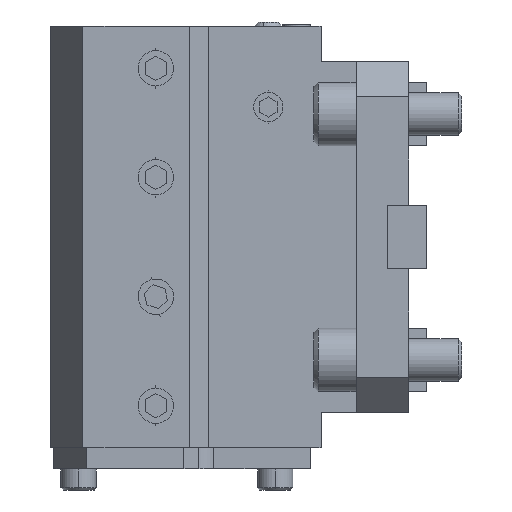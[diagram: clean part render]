
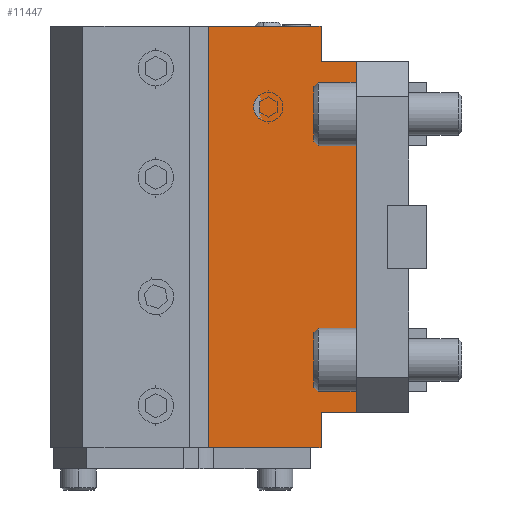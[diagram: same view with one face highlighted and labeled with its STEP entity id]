
A CAD part, left-side view. The second image highlights one B-rep face of the part: STEP entity #11447.
In plain terms, the highlighted planar face has unit normal (-1, 0, 0).
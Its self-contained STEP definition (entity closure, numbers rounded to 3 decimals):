
#426 = LINE ( 'NONE', #2415, #5802 ) ;
#581 = CARTESIAN_POINT ( 'NONE',  ( -26.5, 25., 120. ) ) ;
#589 = VECTOR ( 'NONE', #7988, 1000. ) ;
#900 = LINE ( 'NONE', #16642, #16298 ) ;
#973 = VERTEX_POINT ( 'NONE', #5568 ) ;
#997 = PLANE ( 'NONE',  #4714 ) ;
#1057 = LINE ( 'NONE', #1308, #16856 ) ;
#1191 = CARTESIAN_POINT ( 'NONE',  ( -26.5, 56.962, 120. ) ) ;
#1308 = CARTESIAN_POINT ( 'NONE',  ( -26.5, 15., 120. ) ) ;
#1898 = EDGE_LOOP ( 'NONE', ( #8860, #6561, #12784, #12451, #16758, #10885, #14053, #16516 ) ) ;
#2017 = EDGE_CURVE ( 'Defeatured_8_2+Defeatured_8_16+Defeatured_8_6+Defeatured_8_0', #14590, #7316, #13145, .T. ) ;
#2415 = CARTESIAN_POINT ( 'NONE',  ( -26.5, 25., 120. ) ) ;
#2729 = VERTEX_POINT ( 'NONE', #15437 ) ;
#2860 = VERTEX_POINT ( 'NONE', #14514 ) ;
#3089 = LINE ( 'NONE', #10076, #11314 ) ;
#3178 = EDGE_CURVE ( 'Defeatured_8_40+Defeatured_8_2+Defeatured_8_41+Defeatured_8_0', #2860, #9038, #5055, .T. ) ;
#3711 = CARTESIAN_POINT ( 'NONE',  ( -26.5, 56.962, 120. ) ) ;
#4254 = DIRECTION ( 'NONE',  ( 0., 0., 1. ) ) ;
#4463 = EDGE_CURVE ( 'Defeatured_8_2+Defeatured_8_0+Defeatured_8_16+Defeatured_8_40', #7316, #9038, #7690, .T. ) ;
#4567 = VERTEX_POINT ( 'NONE', #15779 ) ;
#4714 = AXIS2_PLACEMENT_3D ( 'NONE', #3711, #8932, #13089 ) ;
#5055 = LINE ( 'NONE', #581, #7325 ) ;
#5568 = CARTESIAN_POINT ( 'NONE',  ( -26.5, 25., 110. ) ) ;
#5802 = VECTOR ( 'NONE', #4254, 1000. ) ;
#5906 = DIRECTION ( 'NONE',  ( 0., 0., -1. ) ) ;
#5947 = DIRECTION ( 'NONE',  ( 0., 0., -1. ) ) ;
#6372 = CARTESIAN_POINT ( 'NONE',  ( -26.5, 56.962, 0. ) ) ;
#6561 = ORIENTED_EDGE ( 'NONE', *, *, #13579, .T. ) ;
#7316 = VERTEX_POINT ( 'NONE', #7591 ) ;
#7325 = VECTOR ( 'NONE', #5947, 1000. ) ;
#7591 = CARTESIAN_POINT ( 'NONE',  ( -26.5, 56.962, 0. ) ) ;
#7690 = LINE ( 'NONE', #6372, #10980 ) ;
#7988 = DIRECTION ( 'NONE',  ( 0., -1., 0. ) ) ;
#8860 = ORIENTED_EDGE ( 'NONE', *, *, #3178, .F. ) ;
#8932 = DIRECTION ( 'NONE',  ( 1., 0., 0. ) ) ;
#8969 = DIRECTION ( 'NONE',  ( 0., 0., -1. ) ) ;
#9038 = VERTEX_POINT ( 'NONE', #10723 ) ;
#10076 = CARTESIAN_POINT ( 'NONE',  ( -26.5, 56.962, 110. ) ) ;
#10146 = DIRECTION ( 'NONE',  ( 0., -1., 0. ) ) ;
#10723 = CARTESIAN_POINT ( 'NONE',  ( -26.5, 25., 0. ) ) ;
#10885 = ORIENTED_EDGE ( 'NONE', *, *, #16370, .F. ) ;
#10980 = VECTOR ( 'NONE', #10146, 1000. ) ;
#11239 = DIRECTION ( 'NONE',  ( 0., 1., 0. ) ) ;
#11314 = VECTOR ( 'NONE', #11239, 1000. ) ;
#11447 = ADVANCED_FACE ( 'Defeatured_8_2', ( #14297 ), #997, .F. ) ;
#12088 = EDGE_CURVE ( 'Defeatured_8_17+Defeatured_8_2+Defeatured_8_39+Defeatured_8_41', #2729, #16487, #1057, .T. ) ;
#12451 = ORIENTED_EDGE ( 'NONE', *, *, #16566, .T. ) ;
#12750 = LINE ( 'NONE', #15913, #589 ) ;
#12781 = DIRECTION ( 'NONE',  ( 0., -1., 0. ) ) ;
#12784 = ORIENTED_EDGE ( 'NONE', *, *, #12088, .F. ) ;
#13089 = DIRECTION ( 'NONE',  ( 0., 1., 0. ) ) ;
#13145 = LINE ( 'NONE', #16272, #14999 ) ;
#13579 = EDGE_CURVE ( 'Defeatured_8_2+Defeatured_8_41+Defeatured_8_40+Defeatured_8_17', #2860, #16487, #900, .T. ) ;
#14053 = ORIENTED_EDGE ( 'NONE', *, *, #2017, .T. ) ;
#14297 = FACE_OUTER_BOUND ( 'NONE', #1898, .T. ) ;
#14514 = CARTESIAN_POINT ( 'NONE',  ( -26.5, 25., 10. ) ) ;
#14590 = VERTEX_POINT ( 'NONE', #1191 ) ;
#14715 = EDGE_CURVE ( 'Defeatured_8_2+Defeatured_8_38+Defeatured_8_39+Defeatured_8_6', #973, #4567, #426, .T. ) ;
#14999 = VECTOR ( 'NONE', #5906, 1000. ) ;
#15437 = CARTESIAN_POINT ( 'NONE',  ( -26.5, 15., 110. ) ) ;
#15779 = CARTESIAN_POINT ( 'NONE',  ( -26.5, 25., 120. ) ) ;
#15913 = CARTESIAN_POINT ( 'NONE',  ( -26.5, 56.962, 120. ) ) ;
#16073 = CARTESIAN_POINT ( 'NONE',  ( -26.5, 15., 10. ) ) ;
#16272 = CARTESIAN_POINT ( 'NONE',  ( -26.5, 56.962, 120. ) ) ;
#16298 = VECTOR ( 'NONE', #12781, 1000. ) ;
#16370 = EDGE_CURVE ( 'Defeatured_8_6+Defeatured_8_2+Defeatured_8_16+Defeatured_8_38', #14590, #4567, #12750, .T. ) ;
#16487 = VERTEX_POINT ( 'NONE', #16073 ) ;
#16516 = ORIENTED_EDGE ( 'NONE', *, *, #4463, .T. ) ;
#16566 = EDGE_CURVE ( 'Defeatured_8_2+Defeatured_8_39+Defeatured_8_17+Defeatured_8_38', #2729, #973, #3089, .T. ) ;
#16642 = CARTESIAN_POINT ( 'NONE',  ( -26.5, 56.962, 10. ) ) ;
#16758 = ORIENTED_EDGE ( 'NONE', *, *, #14715, .T. ) ;
#16856 = VECTOR ( 'NONE', #8969, 1000. ) ;
